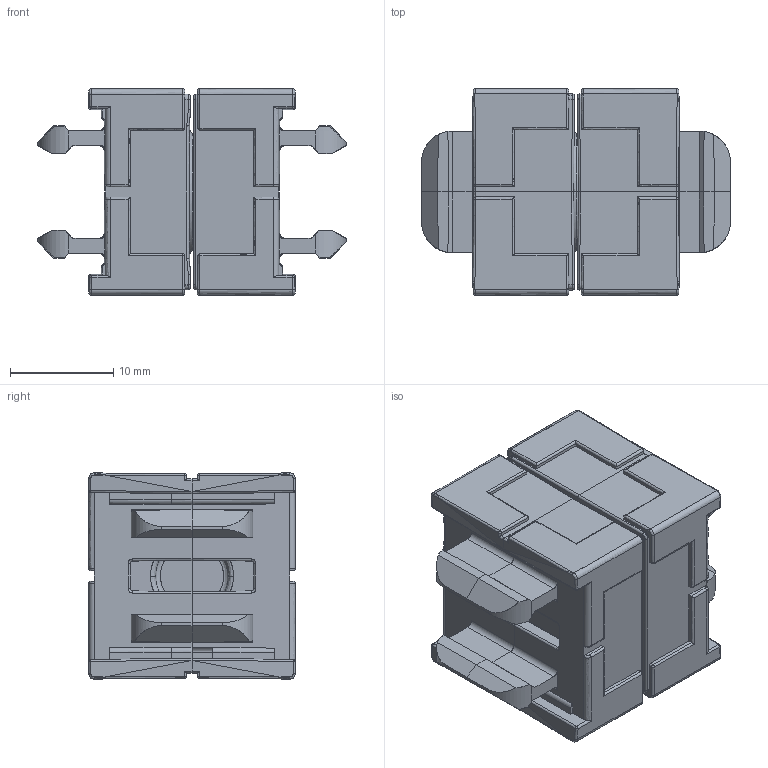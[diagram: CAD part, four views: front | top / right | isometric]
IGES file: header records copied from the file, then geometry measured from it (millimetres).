
Start section: SolidWorks IGES file using analytic representation for surfaces
Global section: file name: 20-00255-001b.IGS; native system: SolidWorks 2012; preprocessor: SolidWorks 2012; author: Administrator; date: 140413.195236; units: millimetre
Bounding box: 30 x 20 x 20 mm (x, y, z)
Surface area: 6120.1 mm2 (no closed solid volume)
Topology: 0 solids, 0 shells, 916 faces, 6891 edges, 6875 vertices
Faces by surface type: bspline 490, revolution 426
